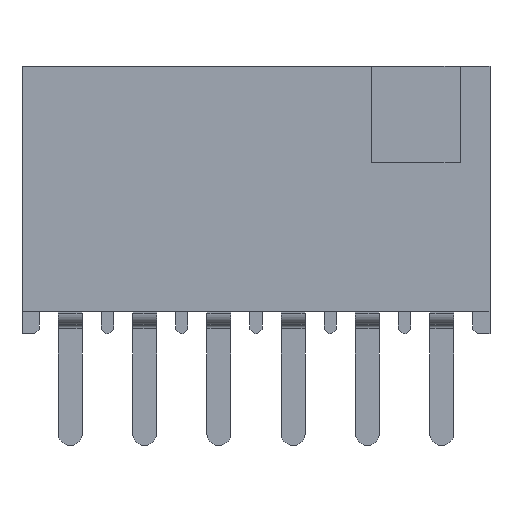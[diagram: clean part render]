
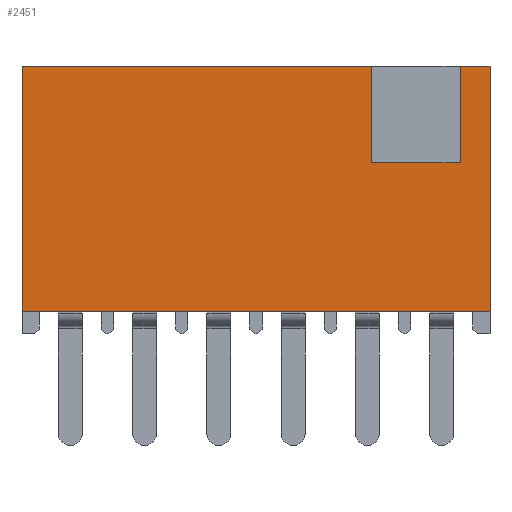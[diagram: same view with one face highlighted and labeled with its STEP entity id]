
A CAD part, front view. The second image highlights one B-rep face of the part: STEP entity #2451.
In plain terms, the highlighted planar face has unit normal (0, -1, 0).
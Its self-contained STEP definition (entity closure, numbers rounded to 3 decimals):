
#476=CARTESIAN_POINT('',(4.,-1.525,0.));
#477=VERTEX_POINT('',#476);
#478=CARTESIAN_POINT('',(4.,-1.525,-4.19));
#479=VERTEX_POINT('',#478);
#480=CARTESIAN_POINT('',(4.,-1.525,0.));
#481=DIRECTION('',(0.,0.,-1.));
#482=VECTOR('',#481,4.19);
#483=LINE('',#480,#482);
#484=EDGE_CURVE('',#477,#479,#483,.T.);
#1813=CARTESIAN_POINT('',(-4.,-1.525,-4.19));
#1814=VERTEX_POINT('',#1813);
#1815=CARTESIAN_POINT('',(4.,-1.525,-4.19));
#1816=DIRECTION('',(-1.,0.,0.));
#1817=VECTOR('',#1816,8.);
#1818=LINE('',#1815,#1817);
#1819=EDGE_CURVE('',#479,#1814,#1818,.T.);
#2396=CARTESIAN_POINT('',(0.,-1.525,-2.095));
#2397=DIRECTION('',(1.,0.,0.));
#2398=DIRECTION('',(0.,-1.,0.));
#2399=AXIS2_PLACEMENT_3D('',#2396,#2398,#2397);
#2400=PLANE('',#2399);
#2401=CARTESIAN_POINT('',(-4.,-1.525,0.));
#2402=VERTEX_POINT('',#2401);
#2403=CARTESIAN_POINT('',(-4.,-1.525,0.));
#2404=DIRECTION('',(0.,0.,-1.));
#2405=VECTOR('',#2404,4.19);
#2406=LINE('',#2403,#2405);
#2407=EDGE_CURVE('',#2402,#1814,#2406,.T.);
#2408=ORIENTED_EDGE('',*,*,#2407,.T.);
#2409=ORIENTED_EDGE('',*,*,#1819,.F.);
#2410=ORIENTED_EDGE('',*,*,#484,.F.);
#2411=CARTESIAN_POINT('',(3.49,-1.525,0.));
#2412=VERTEX_POINT('',#2411);
#2413=CARTESIAN_POINT('',(4.,-1.525,0.));
#2414=DIRECTION('',(-1.,0.,0.));
#2415=VECTOR('',#2414,0.51);
#2416=LINE('',#2413,#2415);
#2417=EDGE_CURVE('',#477,#2412,#2416,.T.);
#2418=ORIENTED_EDGE('',*,*,#2417,.T.);
#2419=CARTESIAN_POINT('',(3.49,-1.525,-1.65));
#2420=VERTEX_POINT('',#2419);
#2421=CARTESIAN_POINT('',(3.49,-1.525,0.));
#2422=DIRECTION('',(0.,0.,-1.));
#2423=VECTOR('',#2422,1.65);
#2424=LINE('',#2421,#2423);
#2425=EDGE_CURVE('',#2412,#2420,#2424,.T.);
#2426=ORIENTED_EDGE('',*,*,#2425,.T.);
#2427=CARTESIAN_POINT('',(1.97,-1.525,-1.65));
#2428=VERTEX_POINT('',#2427);
#2429=CARTESIAN_POINT('',(3.49,-1.525,-1.65));
#2430=DIRECTION('',(-1.,0.,0.));
#2431=VECTOR('',#2430,1.52);
#2432=LINE('',#2429,#2431);
#2433=EDGE_CURVE('',#2420,#2428,#2432,.T.);
#2434=ORIENTED_EDGE('',*,*,#2433,.T.);
#2435=CARTESIAN_POINT('',(1.97,-1.525,0.));
#2436=VERTEX_POINT('',#2435);
#2437=CARTESIAN_POINT('',(1.97,-1.525,-1.65));
#2438=DIRECTION('',(0.,0.,1.));
#2439=VECTOR('',#2438,1.65);
#2440=LINE('',#2437,#2439);
#2441=EDGE_CURVE('',#2428,#2436,#2440,.T.);
#2442=ORIENTED_EDGE('',*,*,#2441,.T.);
#2443=CARTESIAN_POINT('',(1.97,-1.525,0.));
#2444=DIRECTION('',(-1.,0.,0.));
#2445=VECTOR('',#2444,5.97);
#2446=LINE('',#2443,#2445);
#2447=EDGE_CURVE('',#2436,#2402,#2446,.T.);
#2448=ORIENTED_EDGE('',*,*,#2447,.T.);
#2449=EDGE_LOOP('',(#2408,#2409,#2410,#2418,#2426,#2434,#2442,#2448));
#2450=FACE_OUTER_BOUND('',#2449,.T.);
#2451=ADVANCED_FACE('',(#2450),#2400,.T.);
